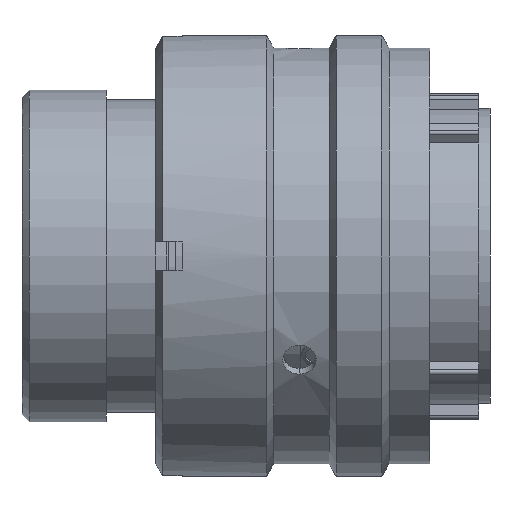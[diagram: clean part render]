
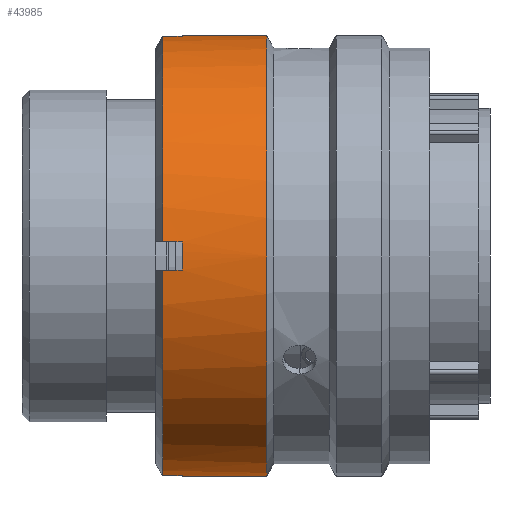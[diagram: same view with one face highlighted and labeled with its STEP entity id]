
A CAD part, front view. The second image highlights one B-rep face of the part: STEP entity #43985.
In plain terms, the highlighted cylindrical face has radius 15.7 mm (diameter 31.4 mm), a partial arc.
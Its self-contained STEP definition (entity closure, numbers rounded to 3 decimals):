
#1241 = DIRECTION ( 'NONE',  ( -1., 0., 0. ) ) ;
#1430 = VERTEX_POINT ( 'NONE', #16722 ) ;
#1824 = CARTESIAN_POINT ( 'NONE',  ( 11.42, 0., 0. ) ) ;
#2438 = EDGE_LOOP ( 'NONE', ( #33712, #66009, #56598, #20765, #71519, #57432, #48757, #22546, #25451, #48103, #73441, #30101 ) ) ;
#2632 = VERTEX_POINT ( 'NONE', #73014 ) ;
#5088 = CARTESIAN_POINT ( 'NONE',  ( 17.44, 0., 0. ) ) ;
#6449 = DIRECTION ( 'NONE',  ( 0., 0., -1. ) ) ;
#6842 = CARTESIAN_POINT ( 'NONE',  ( 11.42, -1., -15.668 ) ) ;
#7207 = CARTESIAN_POINT ( 'NONE',  ( 10.02, -15.668, 1. ) ) ;
#8367 = AXIS2_PLACEMENT_3D ( 'NONE', #5088, #57900, #52028 ) ;
#9146 = EDGE_CURVE ( 'NONE', #60035, #2632, #33129, .T. ) ;
#9777 = CARTESIAN_POINT ( 'NONE',  ( 29.07, 0., 15.7 ) ) ;
#10038 = VERTEX_POINT ( 'NONE', #60871 ) ;
#10166 = EDGE_CURVE ( 'NONE', #1430, #49192, #57403, .T. ) ;
#10415 = CIRCLE ( 'NONE', #8367, 15.7 ) ;
#11356 = AXIS2_PLACEMENT_3D ( 'NONE', #52397, #17691, #6449 ) ;
#11812 = DIRECTION ( 'NONE',  ( 1., 0., 0. ) ) ;
#11917 = EDGE_CURVE ( 'NONE', #55398, #12120, #45036, .T. ) ;
#12120 = VERTEX_POINT ( 'NONE', #7207 ) ;
#12543 = EDGE_CURVE ( 'NONE', #2632, #61199, #29123, .T. ) ;
#14274 = EDGE_CURVE ( 'NONE', #49192, #61211, #41401, .T. ) ;
#15435 = DIRECTION ( 'NONE',  ( 1., 0., 0. ) ) ;
#16722 = CARTESIAN_POINT ( 'NONE',  ( 10.02, -1., -15.668 ) ) ;
#17355 = CARTESIAN_POINT ( 'NONE',  ( 17.44, 0., 15.7 ) ) ;
#17691 = DIRECTION ( 'NONE',  ( 1., 0., 0. ) ) ;
#19443 = CIRCLE ( 'NONE', #50074, 15.7 ) ;
#20305 = VERTEX_POINT ( 'NONE', #17355 ) ;
#20601 = EDGE_CURVE ( 'NONE', #46674, #55398, #60232, .T. ) ;
#20765 = ORIENTED_EDGE ( 'NONE', *, *, #11917, .T. ) ;
#21855 = VECTOR ( 'NONE', #43354, 1000. ) ;
#22546 = ORIENTED_EDGE ( 'NONE', *, *, #37611, .T. ) ;
#25451 = ORIENTED_EDGE ( 'NONE', *, *, #10166, .T. ) ;
#25612 = LINE ( 'NONE', #9777, #40212 ) ;
#27033 = EDGE_CURVE ( 'NONE', #61211, #66562, #31842, .T. ) ;
#28411 = CARTESIAN_POINT ( 'NONE',  ( 29.07, 0., -15.7 ) ) ;
#29123 = LINE ( 'NONE', #59349, #57428 ) ;
#29989 = CARTESIAN_POINT ( 'NONE',  ( 11.42, 0., 0. ) ) ;
#30101 = ORIENTED_EDGE ( 'NONE', *, *, #52482, .F. ) ;
#30619 = LINE ( 'NONE', #72107, #68937 ) ;
#31356 = DIRECTION ( 'NONE',  ( 1., 0., 0. ) ) ;
#31446 = CARTESIAN_POINT ( 'NONE',  ( 17.44, 0., -15.7 ) ) ;
#31842 = LINE ( 'NONE', #28411, #42795 ) ;
#33129 = CIRCLE ( 'NONE', #35554, 15.7 ) ;
#33561 = CARTESIAN_POINT ( 'NONE',  ( 29.07, -1., -15.668 ) ) ;
#33712 = ORIENTED_EDGE ( 'NONE', *, *, #62519, .F. ) ;
#34286 = DIRECTION ( 'NONE',  ( 1., 0., 0. ) ) ;
#34742 = CARTESIAN_POINT ( 'NONE',  ( 11.42, -15.668, 1. ) ) ;
#35008 = CARTESIAN_POINT ( 'NONE',  ( 10.02, -1., 15.668 ) ) ;
#35094 = DIRECTION ( 'NONE',  ( 0., 0., 1. ) ) ;
#35170 = DIRECTION ( 'NONE',  ( 1., 0., 0. ) ) ;
#35418 = DIRECTION ( 'NONE',  ( 0., 0., -1. ) ) ;
#35554 = AXIS2_PLACEMENT_3D ( 'NONE', #29989, #11812, #35094 ) ;
#37611 = EDGE_CURVE ( 'NONE', #61199, #1430, #19443, .T. ) ;
#40212 = VECTOR ( 'NONE', #50633, 1000. ) ;
#40356 = AXIS2_PLACEMENT_3D ( 'NONE', #72139, #60577, #61084 ) ;
#40374 = FACE_OUTER_BOUND ( 'NONE', #2438, .T. ) ;
#41401 = CIRCLE ( 'NONE', #50722, 15.7 ) ;
#41903 = VECTOR ( 'NONE', #15435, 1000. ) ;
#42318 = DIRECTION ( 'NONE',  ( 0., 0., 1. ) ) ;
#42795 = VECTOR ( 'NONE', #34286, 1000. ) ;
#43354 = DIRECTION ( 'NONE',  ( -1., 0., 0. ) ) ;
#43985 = ADVANCED_FACE ( 'NONE', ( #40374 ), #60440, .T. ) ;
#44307 = CARTESIAN_POINT ( 'NONE',  ( 11.42, -1., 15.668 ) ) ;
#45036 = CIRCLE ( 'NONE', #11356, 15.7 ) ;
#46155 = AXIS2_PLACEMENT_3D ( 'NONE', #1824, #72245, #60195 ) ;
#46674 = VERTEX_POINT ( 'NONE', #44307 ) ;
#47818 = DIRECTION ( 'NONE',  ( 1., 0., 0. ) ) ;
#48103 = ORIENTED_EDGE ( 'NONE', *, *, #14274, .T. ) ;
#48757 = ORIENTED_EDGE ( 'NONE', *, *, #12543, .T. ) ;
#49192 = VERTEX_POINT ( 'NONE', #6842 ) ;
#50074 = AXIS2_PLACEMENT_3D ( 'NONE', #64206, #35170, #35418 ) ;
#50633 = DIRECTION ( 'NONE',  ( 1., 0., 0. ) ) ;
#50722 = AXIS2_PLACEMENT_3D ( 'NONE', #60412, #31356, #42318 ) ;
#52028 = DIRECTION ( 'NONE',  ( 0., 0., -1. ) ) ;
#52397 = CARTESIAN_POINT ( 'NONE',  ( 10.02, 0., 0. ) ) ;
#52482 = EDGE_CURVE ( 'NONE', #20305, #66562, #10415, .T. ) ;
#54927 = CARTESIAN_POINT ( 'NONE',  ( 10.02, -15.668, -1. ) ) ;
#55398 = VERTEX_POINT ( 'NONE', #35008 ) ;
#56598 = ORIENTED_EDGE ( 'NONE', *, *, #20601, .T. ) ;
#57403 = LINE ( 'NONE', #33561, #41903 ) ;
#57428 = VECTOR ( 'NONE', #1241, 1000. ) ;
#57432 = ORIENTED_EDGE ( 'NONE', *, *, #9146, .T. ) ;
#57900 = DIRECTION ( 'NONE',  ( 1., 0., 0. ) ) ;
#59349 = CARTESIAN_POINT ( 'NONE',  ( 29.07, -15.668, -1. ) ) ;
#60035 = VERTEX_POINT ( 'NONE', #34742 ) ;
#60195 = DIRECTION ( 'NONE',  ( 0., 0., 1. ) ) ;
#60200 = EDGE_CURVE ( 'NONE', #10038, #46674, #71001, .T. ) ;
#60232 = LINE ( 'NONE', #67069, #21855 ) ;
#60412 = CARTESIAN_POINT ( 'NONE',  ( 11.42, 0., 0. ) ) ;
#60440 = CYLINDRICAL_SURFACE ( 'NONE', #40356, 15.7 ) ;
#60577 = DIRECTION ( 'NONE',  ( 1., 0., 0. ) ) ;
#60871 = CARTESIAN_POINT ( 'NONE',  ( 11.42, 0., 15.7 ) ) ;
#61084 = DIRECTION ( 'NONE',  ( 0., 0., -1. ) ) ;
#61199 = VERTEX_POINT ( 'NONE', #54927 ) ;
#61211 = VERTEX_POINT ( 'NONE', #65908 ) ;
#62519 = EDGE_CURVE ( 'NONE', #10038, #20305, #25612, .T. ) ;
#64206 = CARTESIAN_POINT ( 'NONE',  ( 10.02, 0., 0. ) ) ;
#65908 = CARTESIAN_POINT ( 'NONE',  ( 11.42, 0., -15.7 ) ) ;
#66009 = ORIENTED_EDGE ( 'NONE', *, *, #60200, .T. ) ;
#66562 = VERTEX_POINT ( 'NONE', #31446 ) ;
#67069 = CARTESIAN_POINT ( 'NONE',  ( 29.07, -1., 15.668 ) ) ;
#68937 = VECTOR ( 'NONE', #47818, 1000. ) ;
#71001 = CIRCLE ( 'NONE', #46155, 15.7 ) ;
#71519 = ORIENTED_EDGE ( 'NONE', *, *, #72973, .T. ) ;
#72107 = CARTESIAN_POINT ( 'NONE',  ( 29.07, -15.668, 1. ) ) ;
#72139 = CARTESIAN_POINT ( 'NONE',  ( 29.07, 0., 0. ) ) ;
#72245 = DIRECTION ( 'NONE',  ( 1., 0., 0. ) ) ;
#72973 = EDGE_CURVE ( 'NONE', #12120, #60035, #30619, .T. ) ;
#73014 = CARTESIAN_POINT ( 'NONE',  ( 11.42, -15.668, -1. ) ) ;
#73441 = ORIENTED_EDGE ( 'NONE', *, *, #27033, .T. ) ;
